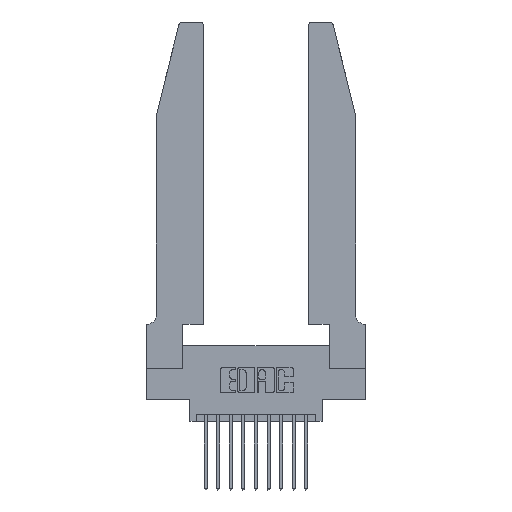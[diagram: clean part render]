
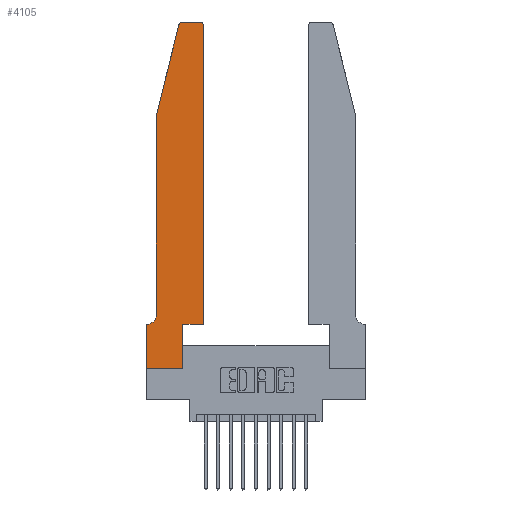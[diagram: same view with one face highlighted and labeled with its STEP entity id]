
A CAD part, top view. The second image highlights one B-rep face of the part: STEP entity #4105.
In plain terms, the highlighted planar face has unit normal (0, 0, 1).
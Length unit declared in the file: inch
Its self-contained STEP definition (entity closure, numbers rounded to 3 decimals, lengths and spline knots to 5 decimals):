
#48 = CARTESIAN_POINT ( 'NONE',  ( 0.2865, 0.35, 0.37 ) ) ;
#218 = VERTEX_POINT ( 'NONE', #5706 ) ;
#543 = AXIS2_PLACEMENT_3D ( 'NONE', #13681, #7354, #4775 ) ;
#705 = CARTESIAN_POINT ( 'NONE',  ( 0.2605, 2.75, 0.37 ) ) ;
#983 = LINE ( 'NONE', #705, #1965 ) ;
#1050 = DIRECTION ( 'NONE',  ( 0., 0., -1. ) ) ;
#1256 = CARTESIAN_POINT ( 'NONE',  ( 0., 0., 0.37 ) ) ;
#1533 = VERTEX_POINT ( 'NONE', #8044 ) ;
#1770 = DIRECTION ( 'NONE',  ( 1., 0., 0. ) ) ;
#1856 = CARTESIAN_POINT ( 'NONE',  ( 0.4505, 0.35, 0.37 ) ) ;
#1921 = LINE ( 'NONE', #1256, #4731 ) ;
#1965 = VECTOR ( 'NONE', #9762, 39.37008 ) ;
#2196 = EDGE_CURVE ( 'NONE', #218, #3719, #983, .T. ) ;
#2610 = EDGE_CURVE ( 'NONE', #3732, #3381, #15048, .T. ) ;
#2631 = ORIENTED_EDGE ( 'NONE', *, *, #2610, .T. ) ;
#3193 = EDGE_CURVE ( 'NONE', #7377, #218, #12863, .T. ) ;
#3352 = EDGE_CURVE ( 'NONE', #1533, #12272, #11650, .T. ) ;
#3381 = VERTEX_POINT ( 'NONE', #48 ) ;
#3537 = VECTOR ( 'NONE', #5042, 39.37008 ) ;
#3719 = VERTEX_POINT ( 'NONE', #4376 ) ;
#3732 = VERTEX_POINT ( 'NONE', #8181 ) ;
#3796 = CARTESIAN_POINT ( 'NONE',  ( 0.0755, 2., 0.37 ) ) ;
#3833 = LINE ( 'NONE', #8243, #14517 ) ;
#4105 = ADVANCED_FACE ( 'NONE', ( #6513 ), #16288, .T. ) ;
#4188 = EDGE_CURVE ( 'NONE', #12272, #3732, #1921, .T. ) ;
#4359 = DIRECTION ( 'NONE',  ( 1., 0., 0. ) ) ;
#4365 = EDGE_CURVE ( 'NONE', #10138, #10425, #12252, .T. ) ;
#4376 = CARTESIAN_POINT ( 'NONE',  ( 0.284, 2.75, 0.37 ) ) ;
#4530 = EDGE_CURVE ( 'NONE', #3719, #10138, #16014, .T. ) ;
#4546 = AXIS2_PLACEMENT_3D ( 'NONE', #14395, #6803, #15685 ) ;
#4685 = CARTESIAN_POINT ( 'NONE',  ( 0.0755, 0.35, 0.37 ) ) ;
#4731 = VECTOR ( 'NONE', #6695, 39.37008 ) ;
#4775 = DIRECTION ( 'NONE',  ( 1., 0., 0. ) ) ;
#4931 = ORIENTED_EDGE ( 'NONE', *, *, #14677, .T. ) ;
#5042 = DIRECTION ( 'NONE',  ( 0., -1., 0. ) ) ;
#5172 = EDGE_CURVE ( 'NONE', #3381, #9162, #15989, .T. ) ;
#5706 = CARTESIAN_POINT ( 'NONE',  ( 0.4205, 2.75, 0.37 ) ) ;
#5829 = CIRCLE ( 'NONE', #11429, 0.07 ) ;
#6258 = CARTESIAN_POINT ( 'NONE',  ( 0., 0., 0.37 ) ) ;
#6388 = DIRECTION ( 'NONE',  ( -0.239, -0.971, 0. ) ) ;
#6513 = FACE_OUTER_BOUND ( 'NONE', #9735, .T. ) ;
#6695 = DIRECTION ( 'NONE',  ( 1., 0., 0. ) ) ;
#6803 = DIRECTION ( 'NONE',  ( 0., 0., 1. ) ) ;
#6835 = CARTESIAN_POINT ( 'NONE',  ( 0.0055, 0.35, 0.37 ) ) ;
#6915 = CARTESIAN_POINT ( 'NONE',  ( 0.4505, 2.72, 0.37 ) ) ;
#6926 = DIRECTION ( 'NONE',  ( 0., 1., 0. ) ) ;
#7022 = ORIENTED_EDGE ( 'NONE', *, *, #3193, .T. ) ;
#7104 = DIRECTION ( 'NONE',  ( -1., 0., 0. ) ) ;
#7354 = DIRECTION ( 'NONE',  ( 0., 0., 1. ) ) ;
#7377 = VERTEX_POINT ( 'NONE', #6915 ) ;
#8044 = CARTESIAN_POINT ( 'NONE',  ( 0., 0.35, 0.37 ) ) ;
#8181 = CARTESIAN_POINT ( 'NONE',  ( 0.2865, 0., 0.37 ) ) ;
#8243 = CARTESIAN_POINT ( 'NONE',  ( 0.0755, 2., 0.37 ) ) ;
#8629 = CARTESIAN_POINT ( 'NONE',  ( 0.4505, 0.35, 0.37 ) ) ;
#8914 = VECTOR ( 'NONE', #6388, 39.37008 ) ;
#9067 = VECTOR ( 'NONE', #1770, 39.37008 ) ;
#9162 = VERTEX_POINT ( 'NONE', #8629 ) ;
#9388 = DIRECTION ( 'NONE',  ( 0., 1., 0. ) ) ;
#9470 = DIRECTION ( 'NONE',  ( 0., -1., 0. ) ) ;
#9735 = EDGE_LOOP ( 'NONE', ( #16212, #11643, #12675, #10840, #14317, #16209, #12483, #13039, #2631, #14850, #4931, #7022 ) ) ;
#9762 = DIRECTION ( 'NONE',  ( -1., 0., 0. ) ) ;
#10007 = LINE ( 'NONE', #1856, #14721 ) ;
#10138 = VERTEX_POINT ( 'NONE', #11940 ) ;
#10425 = VERTEX_POINT ( 'NONE', #15868 ) ;
#10653 = VECTOR ( 'NONE', #7104, 39.37008 ) ;
#10770 = CARTESIAN_POINT ( 'NONE',  ( 0., 0., 0.37 ) ) ;
#10834 = CARTESIAN_POINT ( 'NONE',  ( 0.284, 2.72, 0.37 ) ) ;
#10840 = ORIENTED_EDGE ( 'NONE', *, *, #15371, .T. ) ;
#11199 = DIRECTION ( 'NONE',  ( -1., 0., 0. ) ) ;
#11242 = CARTESIAN_POINT ( 'NONE',  ( 0.4505, 0.35, 0.37 ) ) ;
#11429 = AXIS2_PLACEMENT_3D ( 'NONE', #12355, #1050, #11199 ) ;
#11643 = ORIENTED_EDGE ( 'NONE', *, *, #4530, .T. ) ;
#11650 = LINE ( 'NONE', #6258, #3537 ) ;
#11940 = CARTESIAN_POINT ( 'NONE',  ( 0.25487, 2.72718, 0.37 ) ) ;
#12252 = LINE ( 'NONE', #3796, #8914 ) ;
#12272 = VERTEX_POINT ( 'NONE', #10770 ) ;
#12355 = CARTESIAN_POINT ( 'NONE',  ( 0.0055, 0.42, 0.37 ) ) ;
#12483 = ORIENTED_EDGE ( 'NONE', *, *, #3352, .T. ) ;
#12675 = ORIENTED_EDGE ( 'NONE', *, *, #4365, .T. ) ;
#12863 = CIRCLE ( 'NONE', #4546, 0.03 ) ;
#12984 = LINE ( 'NONE', #4685, #10653 ) ;
#13039 = ORIENTED_EDGE ( 'NONE', *, *, #4188, .T. ) ;
#13453 = VECTOR ( 'NONE', #9388, 39.37008 ) ;
#13681 = CARTESIAN_POINT ( 'NONE',  ( 0., 0.35, 0.37 ) ) ;
#13974 = VERTEX_POINT ( 'NONE', #6835 ) ;
#14123 = AXIS2_PLACEMENT_3D ( 'NONE', #10834, #15923, #4359 ) ;
#14236 = EDGE_CURVE ( 'NONE', #14345, #13974, #5829, .T. ) ;
#14317 = ORIENTED_EDGE ( 'NONE', *, *, #14236, .T. ) ;
#14345 = VERTEX_POINT ( 'NONE', #14948 ) ;
#14395 = CARTESIAN_POINT ( 'NONE',  ( 0.4205, 2.72, 0.37 ) ) ;
#14517 = VECTOR ( 'NONE', #9470, 39.37008 ) ;
#14677 = EDGE_CURVE ( 'NONE', #9162, #7377, #10007, .T. ) ;
#14721 = VECTOR ( 'NONE', #6926, 39.37008 ) ;
#14850 = ORIENTED_EDGE ( 'NONE', *, *, #5172, .T. ) ;
#14948 = CARTESIAN_POINT ( 'NONE',  ( 0.0755, 0.42, 0.37 ) ) ;
#15048 = LINE ( 'NONE', #15647, #13453 ) ;
#15371 = EDGE_CURVE ( 'NONE', #10425, #14345, #3833, .T. ) ;
#15489 = EDGE_CURVE ( 'NONE', #13974, #1533, #12984, .T. ) ;
#15647 = CARTESIAN_POINT ( 'NONE',  ( 0.2865, 0.35, 0.37 ) ) ;
#15685 = DIRECTION ( 'NONE',  ( 1., 0., 0. ) ) ;
#15868 = CARTESIAN_POINT ( 'NONE',  ( 0.0755, 2., 0.37 ) ) ;
#15923 = DIRECTION ( 'NONE',  ( 0., 0., 1. ) ) ;
#15989 = LINE ( 'NONE', #11242, #9067 ) ;
#16014 = CIRCLE ( 'NONE', #14123, 0.03 ) ;
#16209 = ORIENTED_EDGE ( 'NONE', *, *, #15489, .T. ) ;
#16212 = ORIENTED_EDGE ( 'NONE', *, *, #2196, .T. ) ;
#16288 = PLANE ( 'NONE',  #543 ) ;
